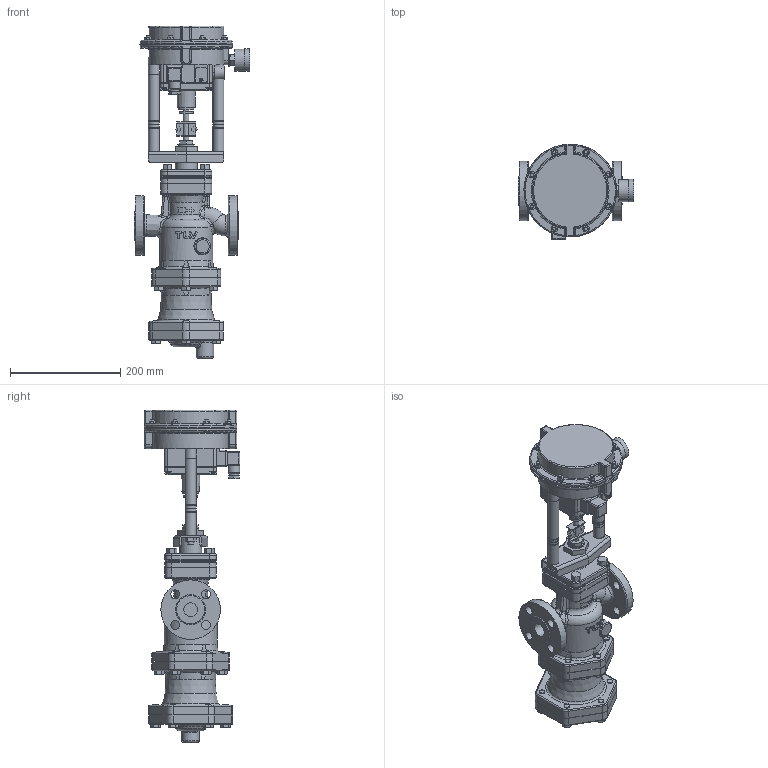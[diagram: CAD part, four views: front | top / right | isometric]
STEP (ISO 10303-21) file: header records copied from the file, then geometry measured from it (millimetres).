
FILE_DESCRIPTION(/* description */ (''),/* implementation_level */ '2;1');
FILE_NAME(/* name */ 'cvcs0-025-a0150-00.stp',/* time_stamp */ '2019-02-27T10:14:07+09:00',/* author */ ('nakaot'),/* organization */ (''),/* preprocessor_version */ 'ST-DEVELOPER v15.6',/* originating_system */ 'Autodesk Inventor 2015',/* authorisation */ '');
FILE_SCHEMA (('AUTOMOTIVE_DESIGN { 1 0 10303 214 3 1 1 }'));
Products named in the file (1): cvcs0-025-a0150-00
Bounding box: 209 x 173.01 x 602 mm (x, y, z)
Volume: 4886148.6 mm3; surface area: 482955.4 mm2
Topology: 1 solids, 1 shells, 1364 faces, 3274 edges, 2013 vertices
Faces by surface type: plane 690, cylinder 335, bspline 121, torus 102, cone 94, sphere 22
Full cylindrical faces by diameter (mm): 6 x8, 7 x1, 8 x4, 10 x41, 10.5 x1, 11 x1, 11.3 x8, 12 x12, 12.403 x1, 16 x8, 16.077 x2, 17 x1, 17.475 x1, 18 x6, 20 x10, 21 x1, 22 x1, 24 x1, 25 x3, 28 x1, 30 x1, 32 x1, 40 x2, 41 x1, 49.132 x1, 50.365 x1, 57.982 x1, 90 x2, 96 x1, 108 x2
Entity records: 51136 total; most frequent: CARTESIAN_POINT 21177, ORIENTED_EDGE 6104, DIRECTION 6054, EDGE_CURVE 3052, AXIS2_PLACEMENT_3D 2323, VERTEX_POINT 1966, EDGE_LOOP 1698, LINE 1408
